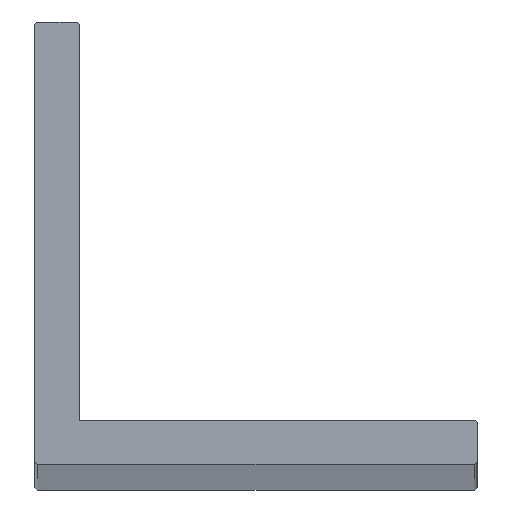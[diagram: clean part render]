
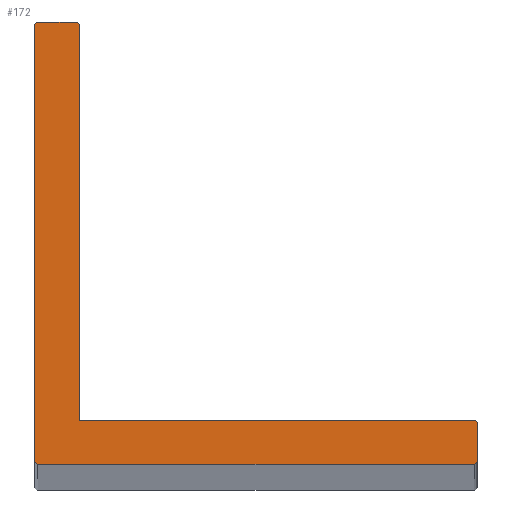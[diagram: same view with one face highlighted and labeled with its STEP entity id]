
A CAD part, top view. The second image highlights one B-rep face of the part: STEP entity #172.
In plain terms, the highlighted planar face has unit normal (0, 0, 1).
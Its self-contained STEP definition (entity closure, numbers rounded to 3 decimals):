
#4 = EDGE_CURVE ( 'NONE', #418, #342, #31, .T. ) ;
#14 = LINE ( 'NONE', #291, #458 ) ;
#18 = VECTOR ( 'NONE', #192, 1000. ) ;
#20 = FACE_OUTER_BOUND ( 'NONE', #270, .T. ) ;
#31 = LINE ( 'NONE', #345, #226 ) ;
#40 = AXIS2_PLACEMENT_3D ( 'NONE', #248, #444, #225 ) ;
#42 = DIRECTION ( 'NONE',  ( 0., 0., 1. ) ) ;
#49 = ORIENTED_EDGE ( 'NONE', *, *, #259, .T. ) ;
#50 = EDGE_CURVE ( 'NONE', #353, #56, #277, .T. ) ;
#52 = VERTEX_POINT ( 'NONE', #77 ) ;
#56 = VERTEX_POINT ( 'NONE', #428 ) ;
#57 = AXIS2_PLACEMENT_3D ( 'NONE', #315, #396, #244 ) ;
#60 = CARTESIAN_POINT ( 'NONE',  ( 30., 2.8, 1000. ) ) ;
#63 = LINE ( 'NONE', #233, #344 ) ;
#73 = CARTESIAN_POINT ( 'NONE',  ( 29.8, 0., 1000. ) ) ;
#76 = CARTESIAN_POINT ( 'NONE',  ( 29.8, 0.2, 1000. ) ) ;
#77 = CARTESIAN_POINT ( 'NONE',  ( 2.8, 30., 1000. ) ) ;
#79 = AXIS2_PLACEMENT_3D ( 'NONE', #76, #42, #390 ) ;
#85 = CIRCLE ( 'NONE', #79, 0.2 ) ;
#91 = DIRECTION ( 'NONE',  ( 0., 0., -1. ) ) ;
#113 = CARTESIAN_POINT ( 'NONE',  ( 0.2, 29.8, 1000. ) ) ;
#114 = ORIENTED_EDGE ( 'NONE', *, *, #4, .F. ) ;
#116 = DIRECTION ( 'NONE',  ( 1., 0., 0. ) ) ;
#121 = VERTEX_POINT ( 'NONE', #211 ) ;
#127 = EDGE_CURVE ( 'NONE', #132, #255, #85, .T. ) ;
#128 = VERTEX_POINT ( 'NONE', #206 ) ;
#130 = CARTESIAN_POINT ( 'NONE',  ( 3., 3., 1000. ) ) ;
#132 = VERTEX_POINT ( 'NONE', #73 ) ;
#140 = EDGE_CURVE ( 'NONE', #418, #52, #143, .T. ) ;
#143 = CIRCLE ( 'NONE', #57, 0.2 ) ;
#144 = LINE ( 'NONE', #371, #18 ) ;
#153 = ORIENTED_EDGE ( 'NONE', *, *, #165, .F. ) ;
#165 = EDGE_CURVE ( 'NONE', #340, #255, #179, .T. ) ;
#169 = DIRECTION ( 'NONE',  ( -1., 0., 0. ) ) ;
#171 = EDGE_CURVE ( 'NONE', #340, #121, #230, .T. ) ;
#172 = ADVANCED_FACE ( 'NONE', ( #20 ), #411, .F. ) ;
#179 = LINE ( 'NONE', #320, #442 ) ;
#183 = EDGE_CURVE ( 'NONE', #128, #249, #208, .T. ) ;
#186 = VECTOR ( 'NONE', #116, 1000. ) ;
#192 = DIRECTION ( 'NONE',  ( 0., -1., 0. ) ) ;
#196 = DIRECTION ( 'NONE',  ( 1., 0., 0. ) ) ;
#203 = DIRECTION ( 'NONE',  ( 0., -1., 0. ) ) ;
#206 = CARTESIAN_POINT ( 'NONE',  ( 0., 0.2, 1000. ) ) ;
#208 = CIRCLE ( 'NONE', #333, 0.2 ) ;
#211 = CARTESIAN_POINT ( 'NONE',  ( 29.8, 3., 1000. ) ) ;
#221 = ORIENTED_EDGE ( 'NONE', *, *, #171, .T. ) ;
#225 = DIRECTION ( 'NONE',  ( -1., 0., 0. ) ) ;
#226 = VECTOR ( 'NONE', #203, 1000. ) ;
#230 = CIRCLE ( 'NONE', #40, 0.2 ) ;
#233 = CARTESIAN_POINT ( 'NONE',  ( 0., 30., 1000. ) ) ;
#234 = ORIENTED_EDGE ( 'NONE', *, *, #140, .T. ) ;
#242 = DIRECTION ( 'NONE',  ( 0., 0., 1. ) ) ;
#244 = DIRECTION ( 'NONE',  ( -1., 0., 0. ) ) ;
#248 = CARTESIAN_POINT ( 'NONE',  ( 29.8, 2.8, 1000. ) ) ;
#249 = VERTEX_POINT ( 'NONE', #288 ) ;
#254 = CARTESIAN_POINT ( 'NONE',  ( 0., 3., 1000. ) ) ;
#255 = VERTEX_POINT ( 'NONE', #322 ) ;
#258 = DIRECTION ( 'NONE',  ( 0., 0., 1. ) ) ;
#259 = EDGE_CURVE ( 'NONE', #56, #128, #144, .T. ) ;
#265 = CARTESIAN_POINT ( 'NONE',  ( 0.2, 30., 1000. ) ) ;
#269 = DIRECTION ( 'NONE',  ( 1., 0., 0. ) ) ;
#270 = EDGE_LOOP ( 'NONE', ( #303, #339, #153, #221, #450, #114, #234, #453, #447, #49, #439 ) ) ;
#271 = EDGE_CURVE ( 'NONE', #342, #121, #287, .T. ) ;
#277 = CIRCLE ( 'NONE', #323, 0.2 ) ;
#287 = LINE ( 'NONE', #254, #186 ) ;
#288 = CARTESIAN_POINT ( 'NONE',  ( 0.2, 0., 1000. ) ) ;
#291 = CARTESIAN_POINT ( 'NONE',  ( 0., 0., 1000. ) ) ;
#293 = AXIS2_PLACEMENT_3D ( 'NONE', #374, #91, #297 ) ;
#297 = DIRECTION ( 'NONE',  ( -1., 0., 0. ) ) ;
#303 = ORIENTED_EDGE ( 'NONE', *, *, #327, .T. ) ;
#315 = CARTESIAN_POINT ( 'NONE',  ( 2.8, 29.8, 1000. ) ) ;
#320 = CARTESIAN_POINT ( 'NONE',  ( 30., 3., 1000. ) ) ;
#322 = CARTESIAN_POINT ( 'NONE',  ( 30., 0.2, 1000. ) ) ;
#323 = AXIS2_PLACEMENT_3D ( 'NONE', #113, #242, #169 ) ;
#325 = CARTESIAN_POINT ( 'NONE',  ( 0.2, 0.2, 1000. ) ) ;
#327 = EDGE_CURVE ( 'NONE', #249, #132, #14, .T. ) ;
#333 = AXIS2_PLACEMENT_3D ( 'NONE', #325, #258, #369 ) ;
#336 = EDGE_CURVE ( 'NONE', #353, #52, #63, .T. ) ;
#339 = ORIENTED_EDGE ( 'NONE', *, *, #127, .T. ) ;
#340 = VERTEX_POINT ( 'NONE', #60 ) ;
#342 = VERTEX_POINT ( 'NONE', #130 ) ;
#344 = VECTOR ( 'NONE', #196, 1000. ) ;
#345 = CARTESIAN_POINT ( 'NONE',  ( 3., 0., 1000. ) ) ;
#353 = VERTEX_POINT ( 'NONE', #265 ) ;
#369 = DIRECTION ( 'NONE',  ( -1., 0., 0. ) ) ;
#371 = CARTESIAN_POINT ( 'NONE',  ( 0., 0., 1000. ) ) ;
#374 = CARTESIAN_POINT ( 'NONE',  ( 0., 0., 1000. ) ) ;
#390 = DIRECTION ( 'NONE',  ( -1., 0., 0. ) ) ;
#396 = DIRECTION ( 'NONE',  ( 0., 0., 1. ) ) ;
#411 = PLANE ( 'NONE',  #293 ) ;
#418 = VERTEX_POINT ( 'NONE', #430 ) ;
#428 = CARTESIAN_POINT ( 'NONE',  ( 0., 29.8, 1000. ) ) ;
#430 = CARTESIAN_POINT ( 'NONE',  ( 3., 29.8, 1000. ) ) ;
#435 = DIRECTION ( 'NONE',  ( 0., -1., 0. ) ) ;
#439 = ORIENTED_EDGE ( 'NONE', *, *, #183, .T. ) ;
#442 = VECTOR ( 'NONE', #435, 1000. ) ;
#444 = DIRECTION ( 'NONE',  ( 0., 0., 1. ) ) ;
#447 = ORIENTED_EDGE ( 'NONE', *, *, #50, .T. ) ;
#450 = ORIENTED_EDGE ( 'NONE', *, *, #271, .F. ) ;
#453 = ORIENTED_EDGE ( 'NONE', *, *, #336, .F. ) ;
#458 = VECTOR ( 'NONE', #269, 1000. ) ;
